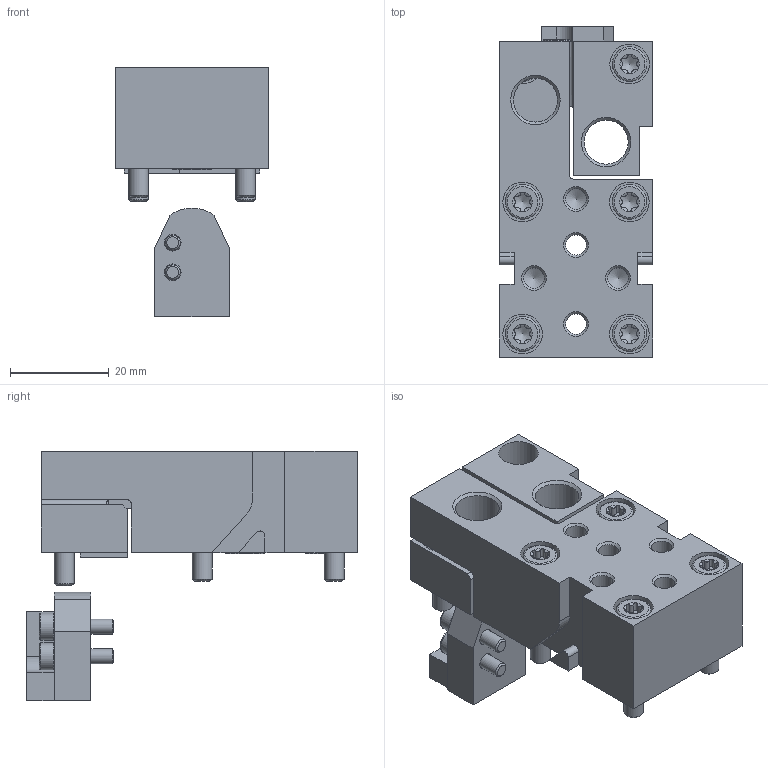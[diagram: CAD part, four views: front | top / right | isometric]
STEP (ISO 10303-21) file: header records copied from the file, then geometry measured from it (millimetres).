
FILE_DESCRIPTION(/* description */ ('STEP AP214'),/* implementation_level */ '2;1');
FILE_NAME(/* name */ '8173535_DADP-SP-G9-20-R',/* time_stamp */ '2024-08-12T19:58:30+02:00',/* author */ ('License CC BY-ND 4.0'),/* organization */ ('CADENAS'),/* preprocessor_version */ 'ST-DEVELOPER v19.3',/* originating_system */ 'PARTsolutions',/* authorisation */ ' ');
FILE_SCHEMA (('AUTOMOTIVE_DESIGN {1 0 10303 214 3 1 1}'));
Length unit declared in the file: millimetre
Products named in the file (7): 8173535 DADP-SP-G9-20-R---(high); 8156332 DGSS-20---(high_sb); ISO 14579 M4x22(F); 8156331 DGSS-20---(high_stop); ISO 14579 M4x12(F); 8156333 DGSS-20---(high_stop); ISO 14579 M3x12(F)
Assembly tree (11 placements, depth 2):
  8173535 DADP-SP-G9-20-R---(high)
    8156332 DGSS-20---(high_sb)
    ISO 14579 M4x22(F)  x4
    8156331 DGSS-20---(high_stop)
    ISO 14579 M4x12(F)  x2
    8156333 DGSS-20---(high_stop)
    ISO 14579 M3x12(F)  x2
Bounding box: 31.1 x 66.9 x 50.5 mm (x, y, z)
Volume: 36720.6 mm3; surface area: 17524.6 mm2
Topology: 11 solids, 13 shells, 359 faces, 850 edges, 531 vertices
Faces by surface type: cylinder 146, cone 94, plane 91, torus 28
Full cylindrical faces by diameter (mm): 3 x2, 3.4 x2, 4 x6, 4.134 x5, 4.4 x4, 4.5 x2, 5.5 x2, 7 x6, 8 x8, 8.917 x2
Entity records: 6507 total; most frequent: CARTESIAN_POINT 1287, DIRECTION 904, ORIENTED_EDGE 846, EDGE_CURVE 423, AXIS2_PLACEMENT_3D 352, FACE_BOUND 320, EDGE_LOOP 314, VERTEX_POINT 313
